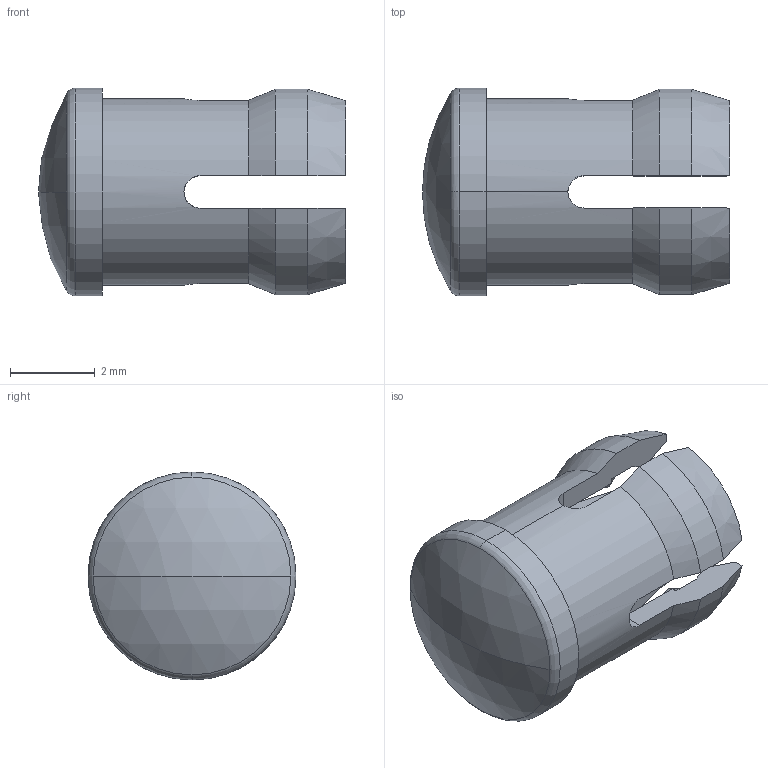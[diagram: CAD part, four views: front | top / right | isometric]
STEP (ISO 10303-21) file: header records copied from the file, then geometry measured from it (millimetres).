
FILE_DESCRIPTION (( 'STEP AP203' ), '1' );
FILE_NAME ('SMB 200 XXX.STEP', '2017-02-09T23:58:09', ( '' ), ( '' ), 'SwSTEP 2.0', 'SolidWorks 2016', '' );
FILE_SCHEMA (( 'CONFIG_CONTROL_DESIGN' ));
Length unit declared in the file: inch
Products named in the file (1): SMB 200 XXX
Bounding box: 7.24 x 4.9 x 4.9 mm (x, y, z)
Volume: 47 mm3; surface area: 198.9 mm2
Topology: 1 solids, 1 shells, 74 faces, 195 edges, 122 vertices
Faces by surface type: cone 34, cylinder 19, plane 17, torus 2, sphere 2
Entity records: 2440 total; most frequent: CARTESIAN_POINT 574, ORIENTED_EDGE 386, DIRECTION 367, EDGE_CURVE 193, AXIS2_PLACEMENT_3D 143, VERTEX_POINT 122, VECTOR 81, LINE 81
